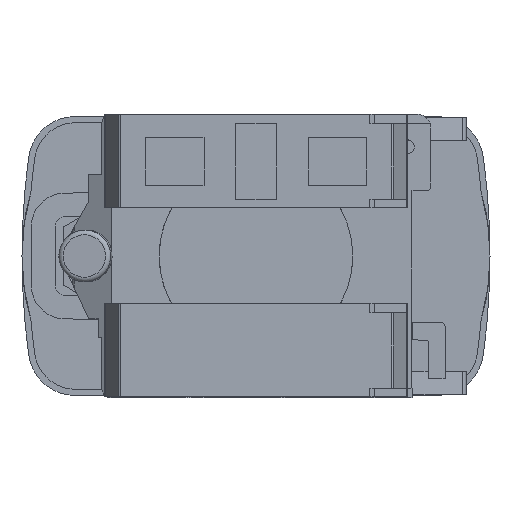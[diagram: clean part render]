
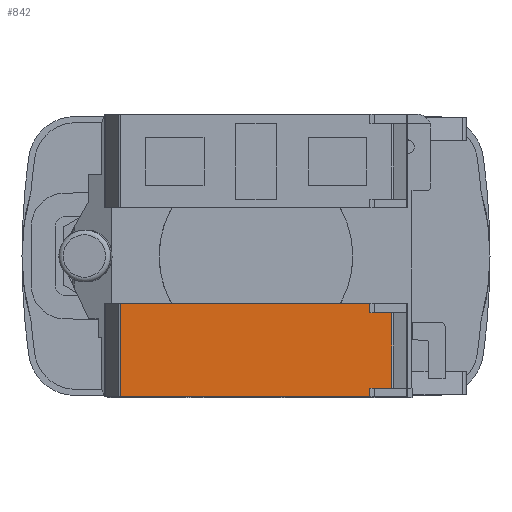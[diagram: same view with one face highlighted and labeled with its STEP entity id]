
A CAD part, front view. The second image highlights one B-rep face of the part: STEP entity #842.
In plain terms, the highlighted planar face has unit normal (0, -1, 0).
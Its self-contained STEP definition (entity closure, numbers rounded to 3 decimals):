
#842=ADVANCED_FACE('',(#5294),#5296,.T.);
#5294=FACE_BOUND('',#5295,.T.);
#5295=EDGE_LOOP('',(#9204,#9205,#9206,#9207,#9208,#9209,#9210,#9211));
#5296=PLANE('',#5297);
#5297=AXIS2_PLACEMENT_3D('',#5298,#5299,#5300);
#5298=CARTESIAN_POINT('',(-14.359,-28.7,-5.));
#5299=DIRECTION('',(0.,-1.,0.));
#5300=DIRECTION('',(1.,0.,0.));
#9204=ORIENTED_EDGE('',*,*,#11914,.F.);
#9205=ORIENTED_EDGE('',*,*,#11403,.F.);
#9206=ORIENTED_EDGE('',*,*,#11915,.F.);
#9207=ORIENTED_EDGE('',*,*,#11549,.F.);
#9208=ORIENTED_EDGE('',*,*,#11916,.T.);
#9209=ORIENTED_EDGE('',*,*,#11500,.T.);
#9210=ORIENTED_EDGE('',*,*,#11917,.T.);
#9211=ORIENTED_EDGE('',*,*,#11516,.T.);
#11403=EDGE_CURVE('',#12875,#12877,#12878,.T.);
#11500=EDGE_CURVE('',#13063,#13061,#13064,.T.);
#11516=EDGE_CURVE('',#13093,#13091,#13094,.T.);
#11549=EDGE_CURVE('',#13151,#13153,#13154,.T.);
#11914=EDGE_CURVE('',#12877,#13091,#13803,.T.);
#11915=EDGE_CURVE('',#13153,#12875,#13804,.T.);
#11916=EDGE_CURVE('',#13151,#13063,#13805,.T.);
#11917=EDGE_CURVE('',#13061,#13093,#13806,.T.);
#12875=VERTEX_POINT('',#15318);
#12877=VERTEX_POINT('',#15322);
#12878=LINE('',#15323,#15324);
#13061=VERTEX_POINT('',#15722);
#13063=VERTEX_POINT('',#15726);
#13064=LINE('',#15727,#15728);
#13091=VERTEX_POINT('',#15789);
#13093=VERTEX_POINT('',#15794);
#13094=LINE('',#15795,#15796);
#13151=VERTEX_POINT('',#15922);
#13153=VERTEX_POINT('',#15927);
#13154=LINE('',#15928,#15929);
#13803=LINE('',#17634,#17635);
#13804=LINE('',#17637,#17638);
#13805=LINE('',#17640,#17641);
#13806=LINE('',#17643,#17644);
#15318=CARTESIAN_POINT('',(12.05,-28.7,-6.));
#15322=CARTESIAN_POINT('',(14.359,-28.7,-6.));
#15323=CARTESIAN_POINT('',(12.05,-28.7,-6.));
#15324=VECTOR('',#15325,1.);
#15325=DIRECTION('',(1.,0.,0.));
#15722=CARTESIAN_POINT('',(12.05,-28.7,-14.9));
#15726=CARTESIAN_POINT('',(-14.359,-28.7,-14.9));
#15727=CARTESIAN_POINT('',(-14.359,-28.7,-14.9));
#15728=VECTOR('',#15729,1.);
#15729=DIRECTION('',(1.,0.,0.));
#15789=CARTESIAN_POINT('',(14.359,-28.7,-14.));
#15794=CARTESIAN_POINT('',(12.05,-28.7,-14.));
#15795=CARTESIAN_POINT('',(12.05,-28.7,-14.));
#15796=VECTOR('',#15797,1.);
#15797=DIRECTION('',(1.,0.,0.));
#15922=CARTESIAN_POINT('',(-14.359,-28.7,-5.));
#15927=CARTESIAN_POINT('',(12.05,-28.7,-5.));
#15928=CARTESIAN_POINT('',(-14.359,-28.7,-5.));
#15929=VECTOR('',#15930,1.);
#15930=DIRECTION('',(1.,0.,0.));
#17634=CARTESIAN_POINT('',(14.359,-28.7,-6.));
#17635=VECTOR('',#17636,1.);
#17636=DIRECTION('',(0.,0.,-1.));
#17637=CARTESIAN_POINT('',(12.05,-28.7,-5.));
#17638=VECTOR('',#17639,1.);
#17639=DIRECTION('',(0.,0.,-1.));
#17640=CARTESIAN_POINT('',(-14.359,-28.7,-5.));
#17641=VECTOR('',#17642,1.);
#17642=DIRECTION('',(0.,0.,-1.));
#17643=CARTESIAN_POINT('',(12.05,-28.7,-14.9));
#17644=VECTOR('',#17645,1.);
#17645=DIRECTION('',(0.,0.,1.));
